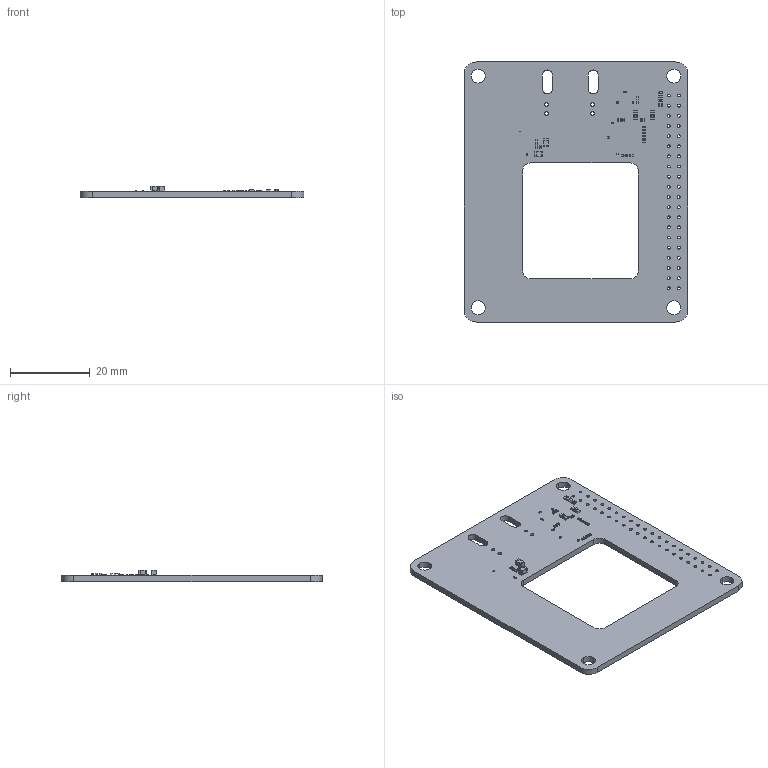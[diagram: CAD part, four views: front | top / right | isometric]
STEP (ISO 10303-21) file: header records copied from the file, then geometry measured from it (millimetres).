
FILE_DESCRIPTION(('KiCad electronic assembly'),'2;1');
FILE_NAME('RADXA5.0_V1.1.step','2024-08-19T17:33:46',('Pcbnew'),('Kicad' ),'Open CASCADE STEP processor 7.7','KiCad to STEP converter', 'Unknown');
FILE_SCHEMA(('AUTOMOTIVE_DESIGN { 1 0 10303 214 1 1 1 1 }'));
Length unit declared in the file: millimetre
Products named in the file (14): RADXA5.0_V1.1 1; C_0402_1005Metric; C_0201_0603Metric; R_0201_0603Metric; C_0805_2012Metric; D_SOD-923; D_SOD_923; C_01005_0402Metric; _autosave-RADXA5.0_PCB
Assembly tree (52 placements, depth 3):
  RADXA5.0_V1.1 1
    C_0402_1005Metric  x8
      C_0402_1005Metric
    C_0201_0603Metric  x16
      C_0201_0603Metric
    R_0201_0603Metric  x17
      R_0201_0603Metric
    C_0805_2012Metric  x2
      C_0805_2012Metric
    D_SOD-923
      D_SOD_923
    C_01005_0402Metric
      C_01005_0402Metric
    _autosave-RADXA5.0_PCB
Bounding box: 56 x 65.12 x 2.85 mm (x, y, z)
Volume: 4234.9 mm3; surface area: 6323.7 mm2
Topology: 46 solids, 46 shells, 1311 faces, 3412 edges, 2248 vertices
Faces by surface type: plane 769, cylinder 532, bspline 10
Full cylindrical faces by diameter (mm): 0.71 x40, 0.84 x4
Entity records: 9798 total; most frequent: DIRECTION 1500, CARTESIAN_POINT 1470, ORIENTED_EDGE 1336, EDGE_CURVE 668, AXIS2_PLACEMENT_3D 550, VERTEX_POINT 440, LINE 400, VECTOR 400
